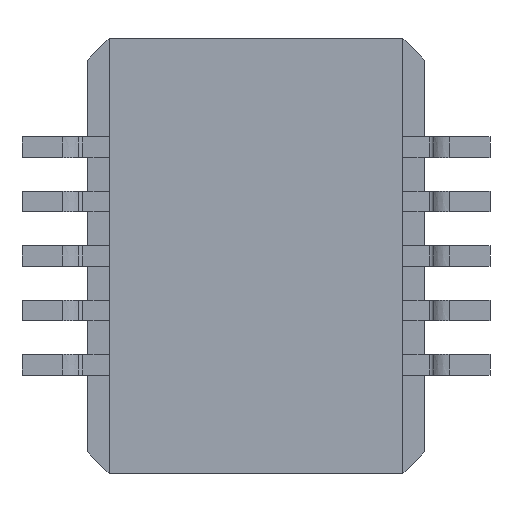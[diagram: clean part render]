
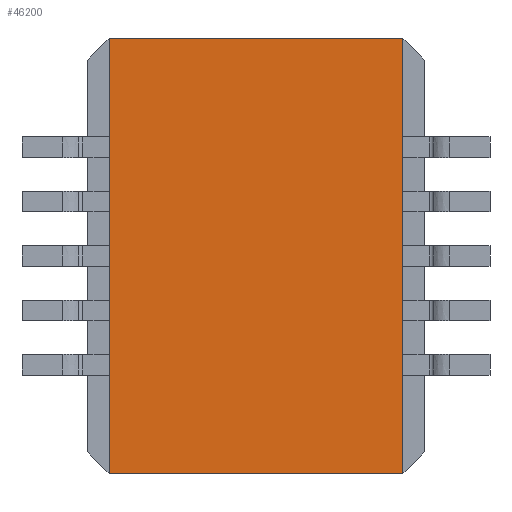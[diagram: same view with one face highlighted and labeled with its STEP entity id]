
A CAD part, front view. The second image highlights one B-rep face of the part: STEP entity #46200.
In plain terms, the highlighted planar face has unit normal (0, -1, 0).
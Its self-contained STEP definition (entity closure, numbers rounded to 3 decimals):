
#19200=CARTESIAN_POINT('',(1.172,-0.801,16.5));
#19210=VERTEX_POINT('',#19200);
#19240=CARTESIAN_POINT('',(-2.216,-0.801,16.5));
#19250=DIRECTION('',(1.,0.,0.));
#19260=VECTOR('',#19250,1.);
#19270=LINE('',#19240,#19260);
#19280=CARTESIAN_POINT('',(-1.528,-0.801,16.5));
#19290=VERTEX_POINT('',#19280);
#19300=EDGE_CURVE('',#19290,#19210,#19270,.T.);
#28520=CARTESIAN_POINT('',(-1.528,-0.801,12.5));
#28530=VERTEX_POINT('',#28520);
#28560=CARTESIAN_POINT('',(0.,-0.801,12.5));
#28570=DIRECTION('',(1.,0.,0.));
#28580=VECTOR('',#28570,1.);
#28590=LINE('',#28560,#28580);
#28600=CARTESIAN_POINT('',(1.172,-0.801,12.5));
#28610=VERTEX_POINT('',#28600);
#28620=EDGE_CURVE('',#28530,#28610,#28590,.T.);
#36850=CARTESIAN_POINT('',(-1.528,-0.801,0.));
#36860=DIRECTION('',(0.,0.,-1.));
#36870=VECTOR('',#36860,1.);
#36880=LINE('',#36850,#36870);
#36890=EDGE_CURVE('',#19290,#28530,#36880,.T.);
#46040=CARTESIAN_POINT('',(1.172,-0.801,10.));
#46050=DIRECTION('',(0.,-1.,0.));
#46060=DIRECTION('',(-1.,0.,0.));
#46070=AXIS2_PLACEMENT_3D('',#46040,#46050,#46060);
#46080=PLANE('',#46070);
#46090=ORIENTED_EDGE('',*,*,#19300,.F.);
#46100=CARTESIAN_POINT('',(1.172,-0.801,0.));
#46110=DIRECTION('',(0.,0.,1.));
#46120=VECTOR('',#46110,1.);
#46130=LINE('',#46100,#46120);
#46140=EDGE_CURVE('',#28610,#19210,#46130,.T.);
#46150=ORIENTED_EDGE('',*,*,#46140,.T.);
#46160=ORIENTED_EDGE('',*,*,#28620,.T.);
#46170=ORIENTED_EDGE('',*,*,#36890,.T.);
#46180=EDGE_LOOP('',(#46170,#46160,#46150,#46090));
#46190=FACE_OUTER_BOUND('',#46180,.T.);
#46200=ADVANCED_FACE('',(#46190),#46080,.T.);
